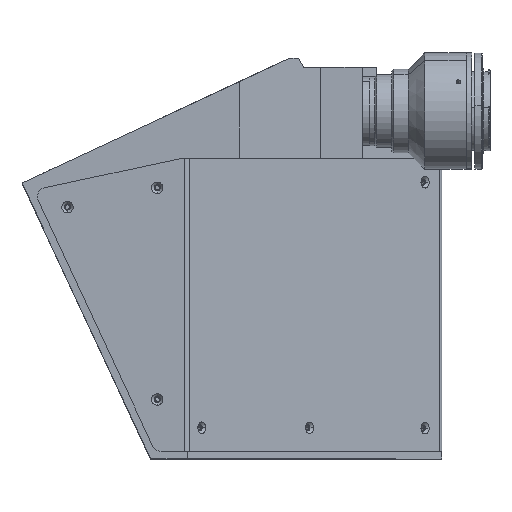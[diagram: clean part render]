
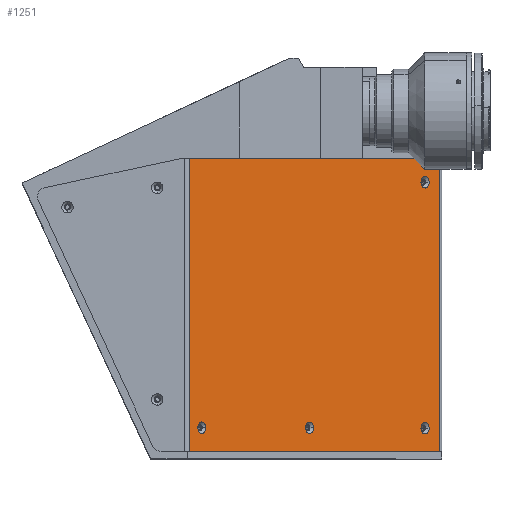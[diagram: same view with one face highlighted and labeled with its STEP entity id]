
A CAD part, top view. The second image highlights one B-rep face of the part: STEP entity #1251.
In plain terms, the highlighted planar face has unit normal (0.707, 0, 0.707).
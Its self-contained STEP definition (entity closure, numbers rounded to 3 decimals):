
#48 = DIRECTION ( 'NONE',  ( -0.707, 0., -0.707 ) ) ;
#909 = EDGE_CURVE ( 'NONE', #9568, #2511, #12532, .T. ) ;
#1036 = VERTEX_POINT ( 'NONE', #6865 ) ;
#1059 = LINE ( 'NONE', #9050, #11553 ) ;
#1069 = CIRCLE ( 'NONE', #7897, 3.15 ) ;
#1145 = EDGE_CURVE ( 'NONE', #12107, #6422, #2478, .T. ) ;
#1251 = ADVANCED_FACE ( 'NONE', ( #17185, #9546, #13166, #2696, #5918 ), #10956, .F. ) ;
#1466 = ORIENTED_EDGE ( 'NONE', *, *, #9573, .F. ) ;
#1705 = DIRECTION ( 'NONE',  ( 0.707, 0., 0.707 ) ) ;
#2451 = CARTESIAN_POINT ( 'NONE',  ( -29.622, -78., 169.306 ) ) ;
#2478 = CIRCLE ( 'NONE', #8064, 3.15 ) ;
#2511 = VERTEX_POINT ( 'NONE', #7853 ) ;
#2551 = VERTEX_POINT ( 'NONE', #2451 ) ;
#2696 = FACE_BOUND ( 'NONE', #15006, .T. ) ;
#2753 = ORIENTED_EDGE ( 'NONE', *, *, #17622, .T. ) ;
#2786 = ORIENTED_EDGE ( 'NONE', *, *, #3203, .F. ) ;
#3032 = VERTEX_POINT ( 'NONE', #9890 ) ;
#3203 = EDGE_CURVE ( 'NONE', #16411, #15019, #6728, .T. ) ;
#3454 = CARTESIAN_POINT ( 'NONE',  ( 90.719, 57., 48.965 ) ) ;
#3575 = CIRCLE ( 'NONE', #14093, 3.15 ) ;
#3615 = ORIENTED_EDGE ( 'NONE', *, *, #10761, .T. ) ;
#3788 = DIRECTION ( 'NONE',  ( 0.707, 0., 0.707 ) ) ;
#3887 = CARTESIAN_POINT ( 'NONE',  ( -39.716, -91., 179.4 ) ) ;
#3983 = DIRECTION ( 'NONE',  ( 0., 1., 0. ) ) ;
#4445 = DIRECTION ( 'NONE',  ( 0.707, 0., 0.707 ) ) ;
#4817 = DIRECTION ( 'NONE',  ( 0.707, 0., -0.707 ) ) ;
#4843 = VECTOR ( 'NONE', #12073, 1000. ) ;
#5137 = CARTESIAN_POINT ( 'NONE',  ( 92.947, -78., 46.738 ) ) ;
#5235 = AXIS2_PLACEMENT_3D ( 'NONE', #6389, #15921, #7776 ) ;
#5677 = EDGE_CURVE ( 'NONE', #2511, #9568, #1069, .T. ) ;
#5733 = VECTOR ( 'NONE', #7474, 1000. ) ;
#5918 = FACE_OUTER_BOUND ( 'NONE', #7114, .T. ) ;
#5926 = CARTESIAN_POINT ( 'NONE',  ( 27.314, -78., 112.371 ) ) ;
#6029 = AXIS2_PLACEMENT_3D ( 'NONE', #3454, #13022, #4817 ) ;
#6389 = CARTESIAN_POINT ( 'NONE',  ( -31.849, -78., 171.534 ) ) ;
#6422 = VERTEX_POINT ( 'NONE', #5137 ) ;
#6578 = ORIENTED_EDGE ( 'NONE', *, *, #8294, .F. ) ;
#6728 = CIRCLE ( 'NONE', #6029, 3.15 ) ;
#6865 = CARTESIAN_POINT ( 'NONE',  ( 98.828, 70., 40.856 ) ) ;
#7048 = LINE ( 'NONE', #16357, #15555 ) ;
#7114 = EDGE_LOOP ( 'NONE', ( #2753, #3615, #14988, #11147 ) ) ;
#7294 = DIRECTION ( 'NONE',  ( 0.707, 0., -0.707 ) ) ;
#7322 = CIRCLE ( 'NONE', #5235, 3.15 ) ;
#7474 = DIRECTION ( 'NONE',  ( 0., -1., 0. ) ) ;
#7556 = DIRECTION ( 'NONE',  ( 0.707, 0., 0.707 ) ) ;
#7710 = CARTESIAN_POINT ( 'NONE',  ( 29.541, -78., 110.143 ) ) ;
#7776 = DIRECTION ( 'NONE',  ( 0.707, 0., -0.707 ) ) ;
#7853 = CARTESIAN_POINT ( 'NONE',  ( 25.086, -78., 114.598 ) ) ;
#7897 = AXIS2_PLACEMENT_3D ( 'NONE', #5926, #15459, #7294 ) ;
#7908 = CARTESIAN_POINT ( 'NONE',  ( 88.492, 57., 51.192 ) ) ;
#8008 = CARTESIAN_POINT ( 'NONE',  ( 88.492, -78., 51.192 ) ) ;
#8064 = AXIS2_PLACEMENT_3D ( 'NONE', #12646, #4445, #14036 ) ;
#8234 = CARTESIAN_POINT ( 'NONE',  ( 90.719, 57., 48.965 ) ) ;
#8263 = CARTESIAN_POINT ( 'NONE',  ( -39.716, 346.506, 179.4 ) ) ;
#8294 = EDGE_CURVE ( 'NONE', #15019, #16411, #15916, .T. ) ;
#8587 = EDGE_LOOP ( 'NONE', ( #11397, #12471 ) ) ;
#8876 = AXIS2_PLACEMENT_3D ( 'NONE', #8263, #48, #9635 ) ;
#8901 = CARTESIAN_POINT ( 'NONE',  ( -34.077, -78., 173.761 ) ) ;
#8904 = CARTESIAN_POINT ( 'NONE',  ( -38.544, 346.506, 178.228 ) ) ;
#8985 = EDGE_CURVE ( 'NONE', #6422, #12107, #14640, .T. ) ;
#9050 = CARTESIAN_POINT ( 'NONE',  ( -39.716, 70., 179.4 ) ) ;
#9177 = CARTESIAN_POINT ( 'NONE',  ( 92.947, 57., 46.738 ) ) ;
#9485 = VERTEX_POINT ( 'NONE', #8901 ) ;
#9546 = FACE_BOUND ( 'NONE', #16677, .T. ) ;
#9568 = VERTEX_POINT ( 'NONE', #7710 ) ;
#9573 = EDGE_CURVE ( 'NONE', #2551, #9485, #7322, .T. ) ;
#9590 = DIRECTION ( 'NONE',  ( 0.707, 0., -0.707 ) ) ;
#9635 = DIRECTION ( 'NONE',  ( -0.707, 0., 0.707 ) ) ;
#9638 = VERTEX_POINT ( 'NONE', #10559 ) ;
#9674 = AXIS2_PLACEMENT_3D ( 'NONE', #11975, #3788, #13363 ) ;
#9763 = AXIS2_PLACEMENT_3D ( 'NONE', #8234, #17736, #9590 ) ;
#9890 = CARTESIAN_POINT ( 'NONE',  ( -38.544, -91., 178.228 ) ) ;
#9924 = CARTESIAN_POINT ( 'NONE',  ( -31.849, -78., 171.534 ) ) ;
#10392 = DIRECTION ( 'NONE',  ( 0.707, 0., -0.707 ) ) ;
#10559 = CARTESIAN_POINT ( 'NONE',  ( 98.828, -91., 40.856 ) ) ;
#10761 = EDGE_CURVE ( 'NONE', #9638, #1036, #7048, .T. ) ;
#10931 = EDGE_CURVE ( 'NONE', #9485, #2551, #3575, .T. ) ;
#10956 = PLANE ( 'NONE',  #8876 ) ;
#11147 = ORIENTED_EDGE ( 'NONE', *, *, #14719, .T. ) ;
#11184 = ORIENTED_EDGE ( 'NONE', *, *, #10931, .F. ) ;
#11292 = DIRECTION ( 'NONE',  ( 0.707, 0., -0.707 ) ) ;
#11397 = ORIENTED_EDGE ( 'NONE', *, *, #909, .F. ) ;
#11553 = VECTOR ( 'NONE', #10392, 1000. ) ;
#11975 = CARTESIAN_POINT ( 'NONE',  ( 27.314, -78., 112.371 ) ) ;
#12073 = DIRECTION ( 'NONE',  ( 0.707, 0., -0.707 ) ) ;
#12107 = VERTEX_POINT ( 'NONE', #8008 ) ;
#12121 = LINE ( 'NONE', #3887, #4843 ) ;
#12471 = ORIENTED_EDGE ( 'NONE', *, *, #5677, .F. ) ;
#12532 = CIRCLE ( 'NONE', #9674, 3.15 ) ;
#12646 = CARTESIAN_POINT ( 'NONE',  ( 90.719, -78., 48.965 ) ) ;
#12683 = EDGE_LOOP ( 'NONE', ( #17611, #16161 ) ) ;
#13022 = DIRECTION ( 'NONE',  ( 0.707, 0., 0.707 ) ) ;
#13166 = FACE_BOUND ( 'NONE', #12683, .T. ) ;
#13267 = VERTEX_POINT ( 'NONE', #16762 ) ;
#13363 = DIRECTION ( 'NONE',  ( 0.707, 0., -0.707 ) ) ;
#14036 = DIRECTION ( 'NONE',  ( 0.707, 0., -0.707 ) ) ;
#14093 = AXIS2_PLACEMENT_3D ( 'NONE', #9924, #1705, #11292 ) ;
#14640 = CIRCLE ( 'NONE', #17510, 3.15 ) ;
#14719 = EDGE_CURVE ( 'NONE', #13267, #3032, #16166, .T. ) ;
#14988 = ORIENTED_EDGE ( 'NONE', *, *, #17521, .F. ) ;
#15006 = EDGE_LOOP ( 'NONE', ( #2786, #6578 ) ) ;
#15019 = VERTEX_POINT ( 'NONE', #7908 ) ;
#15459 = DIRECTION ( 'NONE',  ( 0.707, 0., 0.707 ) ) ;
#15555 = VECTOR ( 'NONE', #3983, 1000. ) ;
#15704 = CARTESIAN_POINT ( 'NONE',  ( 90.719, -78., 48.965 ) ) ;
#15916 = CIRCLE ( 'NONE', #9763, 3.15 ) ;
#15921 = DIRECTION ( 'NONE',  ( 0.707, 0., 0.707 ) ) ;
#16161 = ORIENTED_EDGE ( 'NONE', *, *, #1145, .F. ) ;
#16166 = LINE ( 'NONE', #8904, #5733 ) ;
#16357 = CARTESIAN_POINT ( 'NONE',  ( 98.828, 346.506, 40.856 ) ) ;
#16411 = VERTEX_POINT ( 'NONE', #9177 ) ;
#16677 = EDGE_LOOP ( 'NONE', ( #1466, #11184 ) ) ;
#16762 = CARTESIAN_POINT ( 'NONE',  ( -38.544, 70., 178.228 ) ) ;
#17061 = DIRECTION ( 'NONE',  ( 0.707, 0., -0.707 ) ) ;
#17185 = FACE_BOUND ( 'NONE', #8587, .T. ) ;
#17510 = AXIS2_PLACEMENT_3D ( 'NONE', #15704, #7556, #17061 ) ;
#17521 = EDGE_CURVE ( 'NONE', #13267, #1036, #1059, .T. ) ;
#17611 = ORIENTED_EDGE ( 'NONE', *, *, #8985, .F. ) ;
#17622 = EDGE_CURVE ( 'NONE', #3032, #9638, #12121, .T. ) ;
#17736 = DIRECTION ( 'NONE',  ( 0.707, 0., 0.707 ) ) ;
